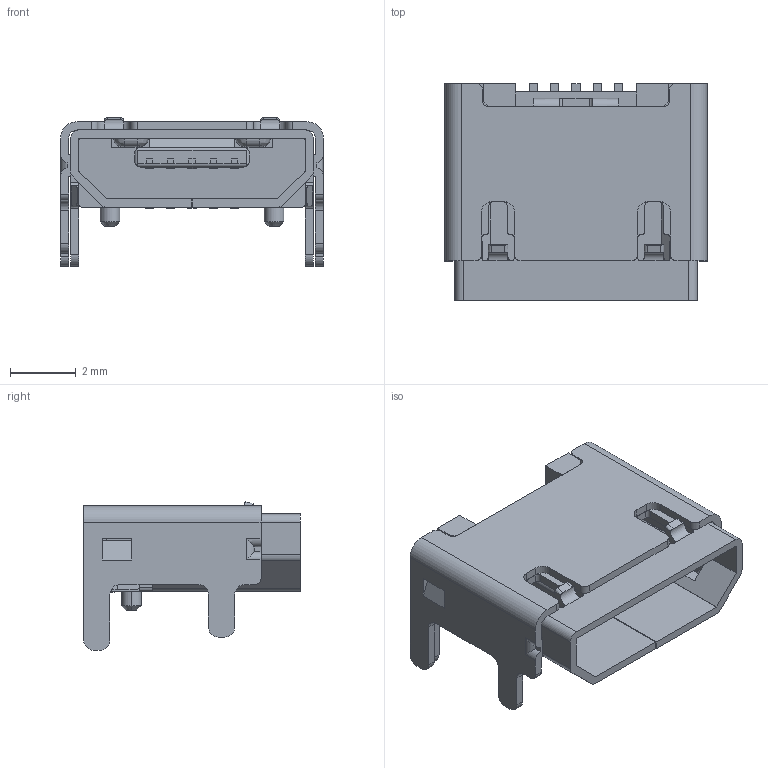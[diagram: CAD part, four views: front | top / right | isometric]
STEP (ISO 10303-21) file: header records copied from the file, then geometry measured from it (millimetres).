
FILE_DESCRIPTION(('STEP AP242'),'1');
FILE_NAME('629105150521.stp','2022-01-25T12:00:32',('TraceParts'),('TraceParts S.A.'),'Spatial InterOp 3D',' ',' ');
FILE_SCHEMA(('AP242_MANAGED_MODEL_BASED_3D_ENGINEERING_MIM_LF {1 0 10303 442 1 1 4}'));
Length unit declared in the file: millimetre
Products named in the file (1): 629105150521_1
Bounding box: 8 x 6.6 x 4.52 mm (x, y, z)
Volume: 75.4 mm3; surface area: 518.4 mm2
Topology: 8 solids, 8 shells, 603 faces, 1749 edges, 1140 vertices
Faces by surface type: plane 379, cylinder 190, bspline 22, torus 8, cone 4
Entity records: 25163 total; most frequent: CARTESIAN_POINT 4110, ORIENTED_EDGE 3498, DIRECTION 3275, EDGE_CURVE 1749, LINE 1329, VECTOR 1329, VERTEX_POINT 1140, AXIS2_PLACEMENT_3D 973
